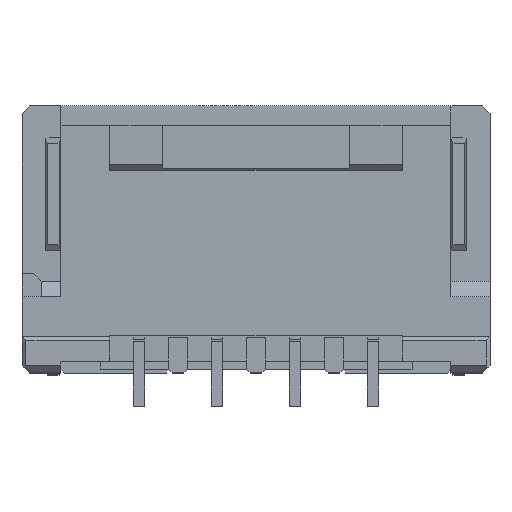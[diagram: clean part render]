
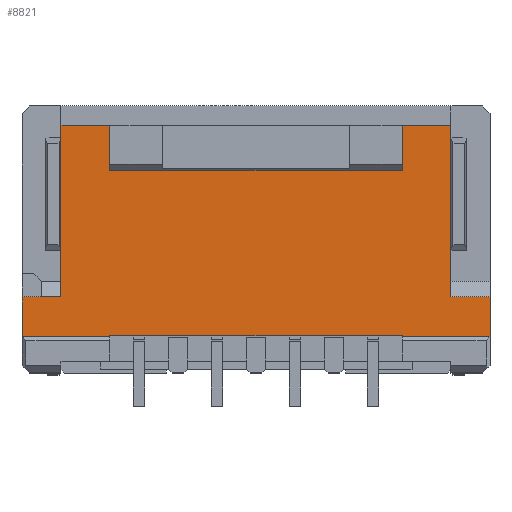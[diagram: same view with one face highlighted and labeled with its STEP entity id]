
A CAD part, top view. The second image highlights one B-rep face of the part: STEP entity #8821.
In plain terms, the highlighted planar face has unit normal (0, 0, 1).
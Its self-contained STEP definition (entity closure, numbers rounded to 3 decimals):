
#45=DIRECTION('',(0.,1.,0.));
#46=VECTOR('',#45,1.02);
#47=CARTESIAN_POINT('',(6.,-2.62,5.875));
#48=LINE('',#47,#46);
#317=DIRECTION('',(0.,1.,0.));
#318=VECTOR('',#317,4.4);
#319=CARTESIAN_POINT('',(5.,-1.6,5.875));
#320=LINE('',#319,#318);
#545=DIRECTION('',(0.,-1.,0.));
#546=VECTOR('',#545,4.4);
#547=CARTESIAN_POINT('',(-5.,2.8,5.875));
#548=LINE('',#547,#546);
#1735=DIRECTION('',(0.,1.,0.));
#1736=VECTOR('',#1735,1.02);
#1737=CARTESIAN_POINT('',(-6.,-2.62,5.875));
#1738=LINE('',#1737,#1736);
#1867=DIRECTION('',(1.,0.,0.));
#1868=VECTOR('',#1867,1.25);
#1869=CARTESIAN_POINT('',(-5.,2.8,5.875));
#1870=LINE('',#1869,#1868);
#1879=DIRECTION('',(-1.,0.,0.));
#1880=VECTOR('',#1879,1.25);
#1881=CARTESIAN_POINT('',(5.,2.8,5.875));
#1882=LINE('',#1881,#1880);
#1899=DIRECTION('',(-1.,0.,0.));
#1900=VECTOR('',#1899,7.5);
#1901=CARTESIAN_POINT('',(3.75,1.65,5.875));
#1902=LINE('',#1901,#1900);
#1939=DIRECTION('',(0.,-1.,0.));
#1940=VECTOR('',#1939,1.15);
#1941=CARTESIAN_POINT('',(3.75,2.8,5.875));
#1942=LINE('',#1941,#1940);
#1943=DIRECTION('',(0.,-1.,0.));
#1944=VECTOR('',#1943,1.15);
#1945=CARTESIAN_POINT('',(-3.75,2.8,5.875));
#1946=LINE('',#1945,#1944);
#1947=DIRECTION('',(-1.,0.,0.));
#1948=VECTOR('',#1947,1.);
#1949=CARTESIAN_POINT('',(6.,-1.6,5.875));
#1950=LINE('',#1949,#1948);
#1951=DIRECTION('',(-1.,0.,0.));
#1952=VECTOR('',#1951,2.25);
#1953=CARTESIAN_POINT('',(6.,-2.62,5.875));
#1954=LINE('',#1953,#1952);
#1955=DIRECTION('',(0.,1.,0.));
#1956=VECTOR('',#1955,0.02);
#1957=CARTESIAN_POINT('',(3.75,-2.62,5.875));
#1958=LINE('',#1957,#1956);
#1959=DIRECTION('',(-1.,0.,0.));
#1960=VECTOR('',#1959,7.5);
#1961=CARTESIAN_POINT('',(3.75,-2.6,5.875));
#1962=LINE('',#1961,#1960);
#1963=DIRECTION('',(0.,1.,0.));
#1964=VECTOR('',#1963,0.02);
#1965=CARTESIAN_POINT('',(-3.75,-2.62,5.875));
#1966=LINE('',#1965,#1964);
#1967=DIRECTION('',(-1.,0.,0.));
#1968=VECTOR('',#1967,2.25);
#1969=CARTESIAN_POINT('',(-3.75,-2.62,5.875));
#1970=LINE('',#1969,#1968);
#1971=DIRECTION('',(1.,0.,0.));
#1972=VECTOR('',#1971,1.);
#1973=CARTESIAN_POINT('',(-6.,-1.6,5.875));
#1974=LINE('',#1973,#1972);
#4859=CARTESIAN_POINT('',(-6.,-1.6,5.875));
#4860=CARTESIAN_POINT('',(-5.,-1.6,5.875));
#4861=VERTEX_POINT('',#4859);
#4862=VERTEX_POINT('',#4860);
#4869=CARTESIAN_POINT('',(-6.,-2.62,5.875));
#4870=VERTEX_POINT('',#4869);
#4891=CARTESIAN_POINT('',(6.,-1.6,5.875));
#4892=VERTEX_POINT('',#4891);
#4893=CARTESIAN_POINT('',(5.,-1.6,5.875));
#4894=VERTEX_POINT('',#4893);
#4901=CARTESIAN_POINT('',(6.,-2.62,5.875));
#4902=VERTEX_POINT('',#4901);
#5582=CARTESIAN_POINT('',(3.75,-2.6,5.875));
#5583=CARTESIAN_POINT('',(-3.75,-2.6,5.875));
#5584=VERTEX_POINT('',#5582);
#5585=VERTEX_POINT('',#5583);
#5586=CARTESIAN_POINT('',(-3.75,-2.62,5.875));
#5587=VERTEX_POINT('',#5586);
#5588=CARTESIAN_POINT('',(3.75,-2.62,5.875));
#5589=VERTEX_POINT('',#5588);
#5966=CARTESIAN_POINT('',(-3.75,1.65,5.875));
#5968=VERTEX_POINT('',#5966);
#5970=CARTESIAN_POINT('',(3.75,1.65,5.875));
#5972=VERTEX_POINT('',#5970);
#5978=CARTESIAN_POINT('',(-3.75,2.8,5.875));
#5979=VERTEX_POINT('',#5978);
#5980=CARTESIAN_POINT('',(-5.,2.8,5.875));
#5981=VERTEX_POINT('',#5980);
#5982=CARTESIAN_POINT('',(5.,2.8,5.875));
#5983=CARTESIAN_POINT('',(3.75,2.8,5.875));
#5984=VERTEX_POINT('',#5982);
#5985=VERTEX_POINT('',#5983);
#8791=CARTESIAN_POINT('',(6.,-2.62,5.875));
#8792=DIRECTION('',(0.,0.,1.));
#8793=DIRECTION('',(0.,1.,0.));
#8794=AXIS2_PLACEMENT_3D('',#8791,#8792,#8793);
#8795=PLANE('',#8794);
#8796=ORIENTED_EDGE('',*,*,#6897,.F.);
#8797=ORIENTED_EDGE('',*,*,#8699,.T.);
#8799=ORIENTED_EDGE('',*,*,#8798,.T.);
#8800=ORIENTED_EDGE('',*,*,#8738,.F.);
#8801=ORIENTED_EDGE('',*,*,#8786,.F.);
#8802=ORIENTED_EDGE('',*,*,#8704,.F.);
#8803=ORIENTED_EDGE('',*,*,#6662,.F.);
#8805=ORIENTED_EDGE('',*,*,#8804,.F.);
#8806=ORIENTED_EDGE('',*,*,#6391,.F.);
#8808=ORIENTED_EDGE('',*,*,#8807,.T.);
#8810=ORIENTED_EDGE('',*,*,#8809,.T.);
#8812=ORIENTED_EDGE('',*,*,#8811,.T.);
#8813=ORIENTED_EDGE('',*,*,#8016,.F.);
#8815=ORIENTED_EDGE('',*,*,#8814,.T.);
#8816=ORIENTED_EDGE('',*,*,#8602,.T.);
#8818=ORIENTED_EDGE('',*,*,#8817,.T.);
#8819=EDGE_LOOP('',(#8796,#8797,#8799,#8800,#8801,#8802,#8803,#8805,#8806,#8808,
#8810,#8812,#8813,#8815,#8816,#8818));
#8820=FACE_OUTER_BOUND('',#8819,.F.);
#8821=ADVANCED_FACE('',(#8820),#8795,.T.);
#6391=EDGE_CURVE('',#4902,#4892,#48,.T.);
#6662=EDGE_CURVE('',#4894,#5984,#320,.T.);
#6897=EDGE_CURVE('',#5981,#4862,#548,.T.);
#8016=EDGE_CURVE('',#5587,#5585,#1966,.T.);
#8602=EDGE_CURVE('',#4870,#4861,#1738,.T.);
#8699=EDGE_CURVE('',#5981,#5979,#1870,.T.);
#8704=EDGE_CURVE('',#5984,#5985,#1882,.T.);
#8738=EDGE_CURVE('',#5972,#5968,#1902,.T.);
#8786=EDGE_CURVE('',#5985,#5972,#1942,.T.);
#8798=EDGE_CURVE('',#5979,#5968,#1946,.T.);
#8804=EDGE_CURVE('',#4892,#4894,#1950,.T.);
#8807=EDGE_CURVE('',#4902,#5589,#1954,.T.);
#8809=EDGE_CURVE('',#5589,#5584,#1958,.T.);
#8811=EDGE_CURVE('',#5584,#5585,#1962,.T.);
#8814=EDGE_CURVE('',#5587,#4870,#1970,.T.);
#8817=EDGE_CURVE('',#4861,#4862,#1974,.T.);
